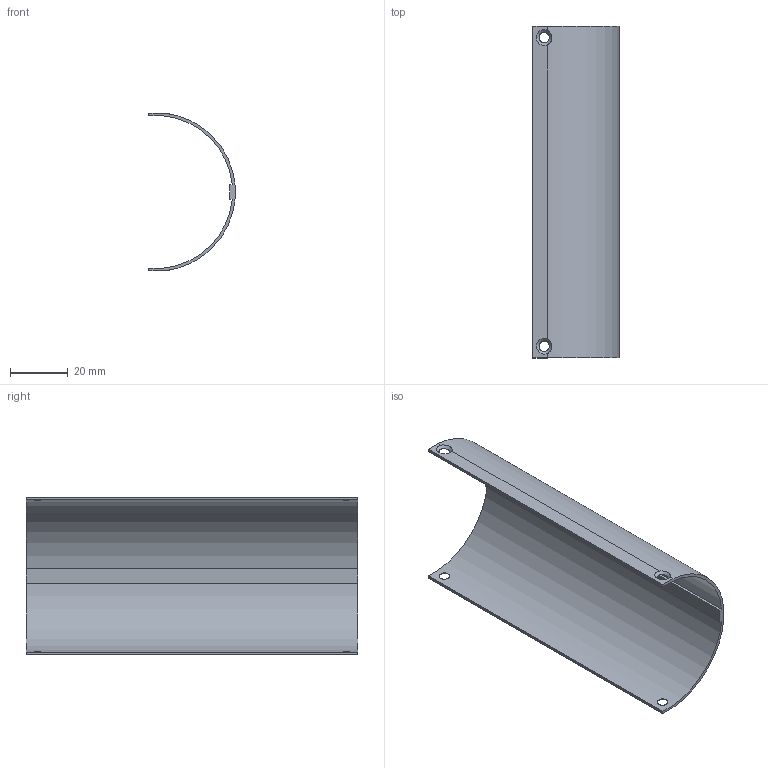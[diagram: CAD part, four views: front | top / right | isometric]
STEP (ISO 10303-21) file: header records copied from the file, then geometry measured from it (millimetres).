
FILE_DESCRIPTION(/* description */ (''),/* implementation_level */ '2;1');
FILE_NAME(/* name */ 'EggHolder HolderShell.stp',/* time_stamp */ '2024-02-19T15:22:17-08:00',/* author */ ('liu63'),/* organization */ (''),/* preprocessor_version */ 'ST-DEVELOPER v20',/* originating_system */ 'Autodesk Inventor 2024',/* authorisation */ '');
FILE_SCHEMA (('AUTOMOTIVE_DESIGN { 1 0 10303 214 3 1 1 }'));
Length unit declared in the file: millimetre
Products named in the file (1): EggHolder HolderShell
Bounding box: 29.9 x 115 x 54.77 mm (x, y, z)
Volume: 10734.9 mm3; surface area: 21220.2 mm2
Topology: 1 solids, 1 shells, 16 faces, 54 edges, 36 vertices
Faces by surface type: plane 9, cone 4, cylinder 3
Entity records: 831 total; most frequent: CARTESIAN_POINT 309, ORIENTED_EDGE 108, DIRECTION 90, EDGE_CURVE 54, VERTEX_POINT 36, LINE 32, VECTOR 32, AXIS2_PLACEMENT_3D 29
